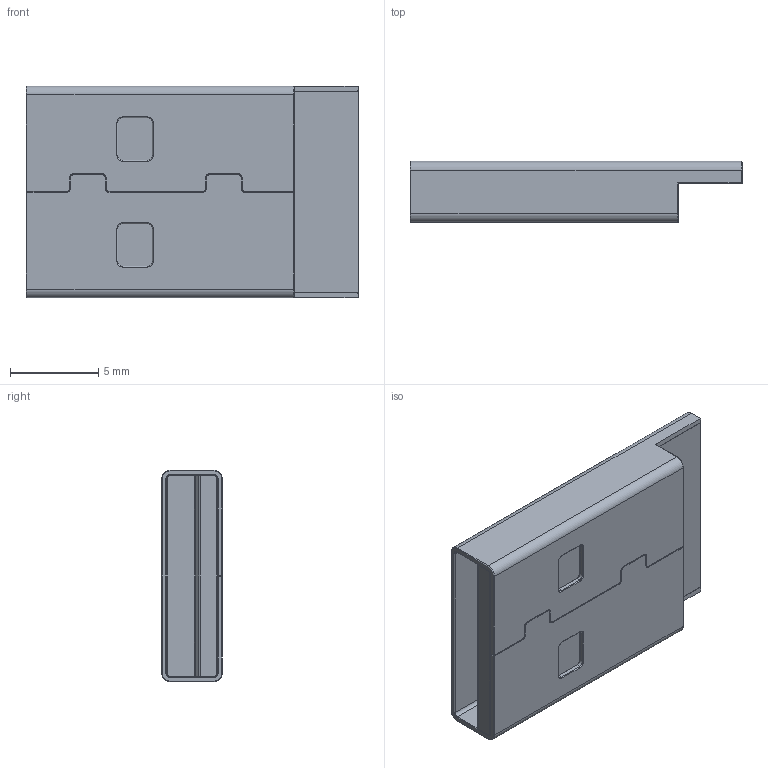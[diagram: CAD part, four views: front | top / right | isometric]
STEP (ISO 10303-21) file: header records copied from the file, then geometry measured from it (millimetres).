
FILE_DESCRIPTION(/* description */ ('STEP AP203'),/* implementation_level */ '2;1');
FILE_NAME(/* name */ 'fc16-030_USB.ipt.stp',/* time_stamp */ '2016-01-07T16:43:28-08:00',/* author */ (''),/* organization */ (''),/* preprocessor_version */ 'ST-DEVELOPER v16.1',/* originating_system */ 'Autodesk Inventor 2016',/* authorisation */ '');
FILE_SCHEMA (('AUTOMOTIVE_DESIGN { 1 0 10303 214 3 1 1 }'));
Length unit declared in the file: millimetre
Products named in the file (1): fc16-030_USB
Bounding box: 18.8 x 3.45 x 12 mm (x, y, z)
Volume: 490.2 mm3; surface area: 1621.1 mm2
Topology: 6 solids, 6 shells, 507 faces, 1164 edges, 672 vertices
Faces by surface type: cylinder 233, torus 134, plane 124, bspline 8, cone 8
Entity records: 14259 total; most frequent: DIRECTION 2774, CARTESIAN_POINT 2408, ORIENTED_EDGE 2328, EDGE_CURVE 1164, AXIS2_PLACEMENT_3D 1110, VERTEX_POINT 672, CIRCLE 594, LINE 554
